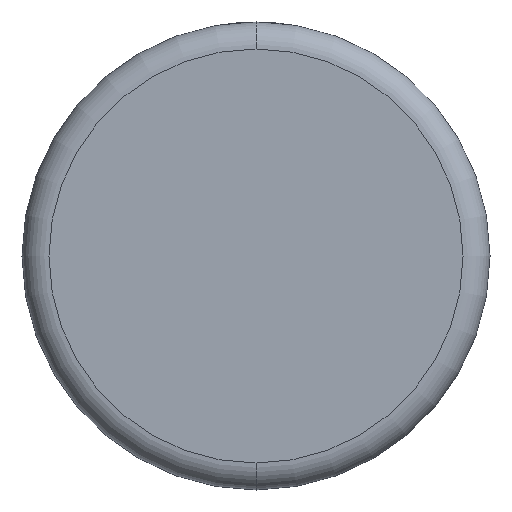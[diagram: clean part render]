
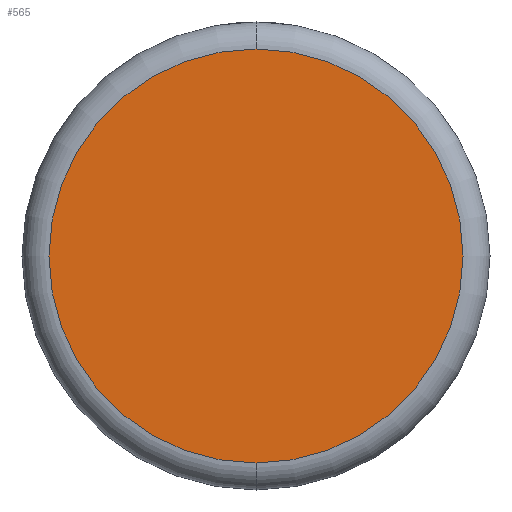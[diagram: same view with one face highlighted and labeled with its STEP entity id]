
A CAD part, front view. The second image highlights one B-rep face of the part: STEP entity #565.
In plain terms, the highlighted planar face has unit normal (0, -1, 0).
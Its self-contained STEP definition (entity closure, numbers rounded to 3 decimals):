
#46 = AXIS2_PLACEMENT_3D ( 'NONE', #3963, #310, #2119 ) ;
#55 = ORIENTED_EDGE ( 'NONE', *, *, #4196, .T. ) ;
#144 = AXIS2_PLACEMENT_3D ( 'NONE', #447, #3280, #2974 ) ;
#310 = DIRECTION ( 'NONE',  ( 0., -1., 0. ) ) ;
#380 = VERTEX_POINT ( 'NONE', #2192 ) ;
#447 = CARTESIAN_POINT ( 'NONE',  ( 0., 0., 0. ) ) ;
#477 = VERTEX_POINT ( 'NONE', #3995 ) ;
#565 = ADVANCED_FACE ( 'NONE', ( #2459 ), #2623, .F. ) ;
#747 = CIRCLE ( 'NONE', #1883, 18.138 ) ;
#1883 = AXIS2_PLACEMENT_3D ( 'NONE', #2153, #2516, #3950 ) ;
#2119 = DIRECTION ( 'NONE',  ( 0., 0., 1. ) ) ;
#2153 = CARTESIAN_POINT ( 'NONE',  ( 0., 0., 0. ) ) ;
#2192 = CARTESIAN_POINT ( 'NONE',  ( 0., 0., -18.138 ) ) ;
#2262 = EDGE_CURVE ( 'NONE', #380, #477, #747, .T. ) ;
#2357 = ORIENTED_EDGE ( 'NONE', *, *, #2262, .T. ) ;
#2404 = EDGE_LOOP ( 'NONE', ( #55, #2357 ) ) ;
#2459 = FACE_OUTER_BOUND ( 'NONE', #2404, .T. ) ;
#2516 = DIRECTION ( 'NONE',  ( 0., -1., 0. ) ) ;
#2623 = PLANE ( 'NONE',  #144 ) ;
#2974 = DIRECTION ( 'NONE',  ( 0., 0., 1. ) ) ;
#3280 = DIRECTION ( 'NONE',  ( 0., 1., 0. ) ) ;
#3358 = CIRCLE ( 'NONE', #46, 18.138 ) ;
#3950 = DIRECTION ( 'NONE',  ( 0., 0., 1. ) ) ;
#3963 = CARTESIAN_POINT ( 'NONE',  ( 0., 0., 0. ) ) ;
#3995 = CARTESIAN_POINT ( 'NONE',  ( 0., 0., 18.138 ) ) ;
#4196 = EDGE_CURVE ( 'NONE', #477, #380, #3358, .T. ) ;
